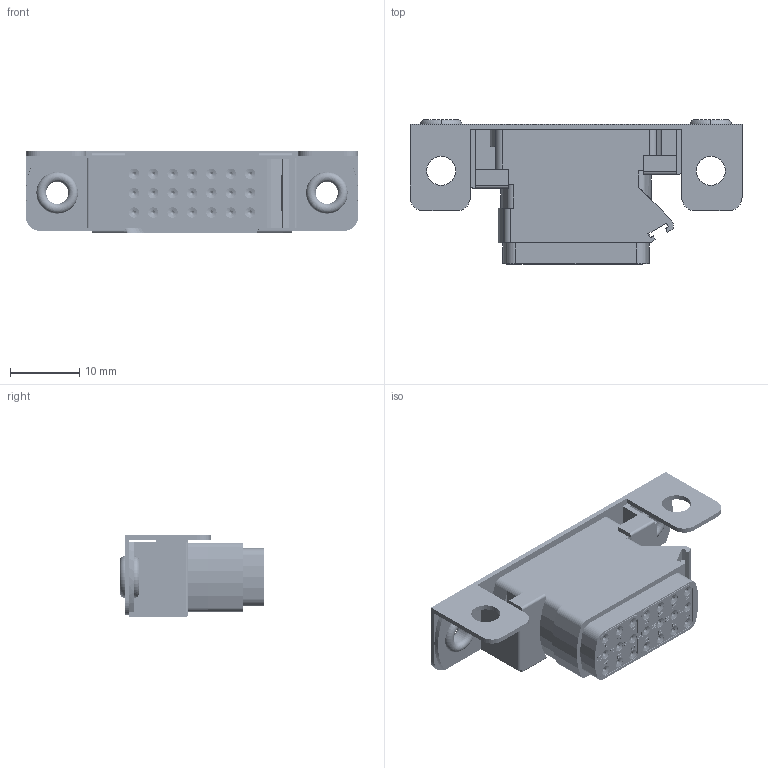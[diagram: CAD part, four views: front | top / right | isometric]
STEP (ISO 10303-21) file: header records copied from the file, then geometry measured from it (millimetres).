
FILE_DESCRIPTION((''),'2;1');
FILE_NAME('00111510502Y','2020-02-11T',('presta_be4'),(''),'CREO PARAMETRIC BY PTC INC, 2018360','CREO PARAMETRIC BY PTC INC, 2018360','');
FILE_SCHEMA(('CONFIG_CONTROL_DESIGN'));
Products named in the file (1): 00111510502Y
Bounding box: 48.01 x 20.91 x 11.76 mm (x, y, z)
Volume: 3996.8 mm3; surface area: 8968.3 mm2
Topology: 1 solids, 1 shells, 6803 faces, 19335 edges, 12687 vertices
Faces by surface type: plane 5240, cylinder 882, cone 546, sphere 84, torus 51
Entity records: 241243 total; most frequent: CARTESIAN_POINT 66227, ORIENTED_EDGE 38586, DIRECTION 34516, EDGE_CURVE 19293, VERTEX_POINT 12687, AXIS2_PLACEMENT_3D 11871, VECTOR 10774, LINE 10774
